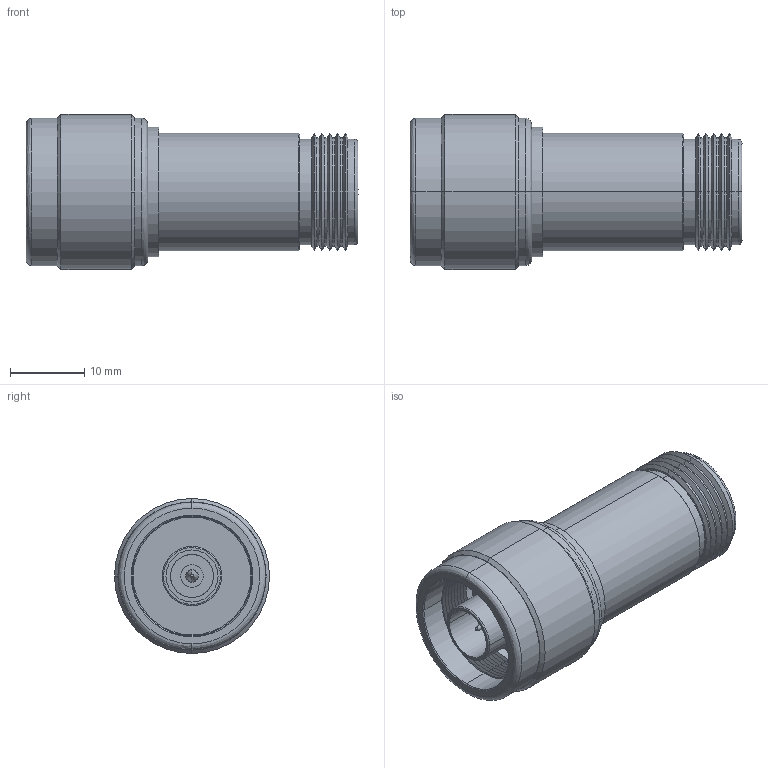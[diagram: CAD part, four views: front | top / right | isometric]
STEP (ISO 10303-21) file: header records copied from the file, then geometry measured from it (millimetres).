
FILE_DESCRIPTION (( 'STEP AP203' ), '1' );
FILE_NAME ('PE7094-01-LC_3D.STEP', '2022-03-23T17:23:21', ( '' ), ( '' ), 'SwSTEP 2.0', 'SolidWorks 2021', '' );
FILE_SCHEMA (( 'CONFIG_CONTROL_DESIGN' ));
Length unit declared in the file: inch
Products named in the file (1): PE7094-01-LC_3D
Bounding box: 44.71 x 20.88 x 20.88 mm (x, y, z)
Volume: 8217 mm3; surface area: 8006.2 mm2
Topology: 8 solids, 8 shells, 396 faces, 923 edges, 555 vertices
Faces by surface type: cone 159, cylinder 136, plane 81, bspline 20
Entity records: 11984 total; most frequent: CARTESIAN_POINT 2796, DIRECTION 2049, ORIENTED_EDGE 1830, EDGE_CURVE 915, AXIS2_PLACEMENT_3D 842, VERTEX_POINT 555, CIRCLE 465, EDGE_LOOP 432
